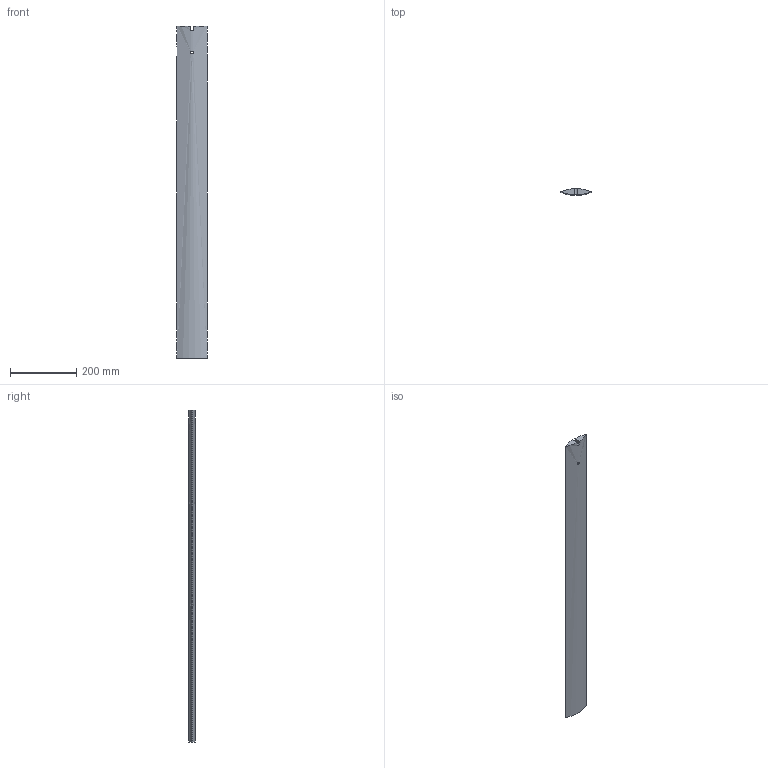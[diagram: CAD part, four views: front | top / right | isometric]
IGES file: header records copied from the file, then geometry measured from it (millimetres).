
Start section:  PTC IGES file: foilmika1.igs
Global section: file name: foilmika1.igs; native system: Creo Parametric by PTC Inc.; preprocessor: 2018300; author: fvadenne; organization: Unknown; date: 20190913.102849; units: millimetre
Bounding box: 90.45 x 19 x 1000 mm (x, y, z)
Surface area: 189823.2 mm2 (no closed solid volume)
Topology: 0 solids, 0 shells, 12 faces, 94 edges, 128 vertices
Faces by surface type: revolution 7, bspline 5
